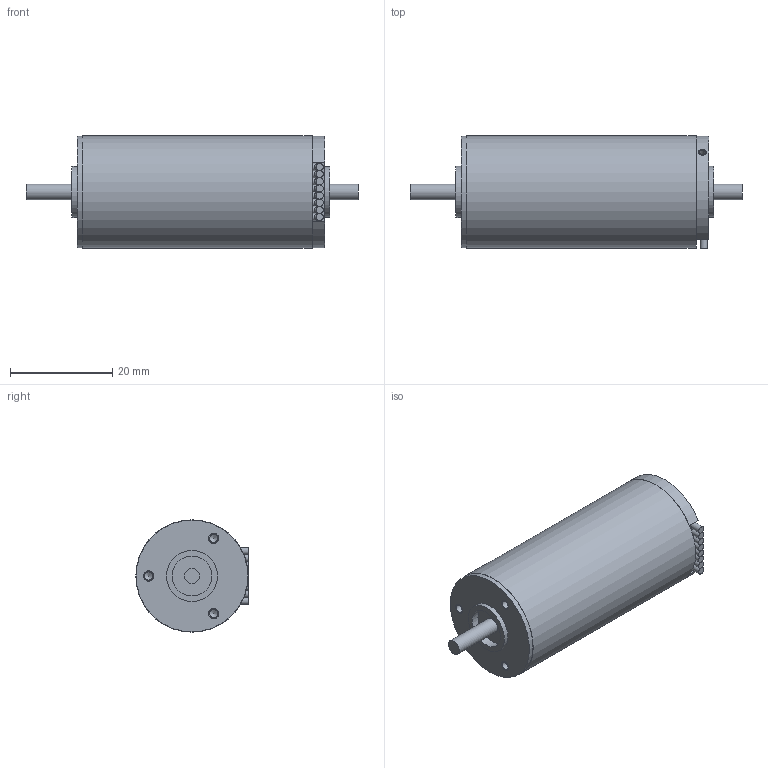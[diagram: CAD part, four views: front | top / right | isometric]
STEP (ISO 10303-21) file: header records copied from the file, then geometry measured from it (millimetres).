
FILE_DESCRIPTION(/* description */ (''),/* implementation_level */ '2;1');
FILE_NAME(/* name */ 'MaxonECmax22-25W_ipt_1a617eac.STEP',/* time_stamp */ '2021-11-25T11:05:15-03:00',/* author */ ('rYan'),/* organization */ (''),/* preprocessor_version */ 'ST-DEVELOPER v18.1',/* originating_system */ 'Autodesk Inventor 2020',/* authorisation */ '');
FILE_SCHEMA (('AUTOMOTIVE_DESIGN { 1 0 10303 214 3 1 1 }'));
Length unit declared in the file: millimetre
Products named in the file (1): MaxonECmax22-25W
Bounding box: 65 x 22 x 22 mm (x, y, z)
Volume: 18433.8 mm3; surface area: 4854.8 mm2
Topology: 1 solids, 8 shells, 92 faces, 248 edges, 160 vertices
Faces by surface type: cylinder 40, plane 29, bspline 8, sphere 8, cone 7
Full cylindrical faces by diameter (mm): 1.25 x4, 1.4 x16, 1.6 x7, 2 x4, 3 x2, 7.8 x1, 8.2 x1, 10 x2, 21.9 x1, 22 x1
Entity records: 6433 total; most frequent: CARTESIAN_POINT 4111, DIRECTION 510, ORIENTED_EDGE 434, EDGE_CURVE 233, AXIS2_PLACEMENT_3D 227, VERTEX_POINT 160, CIRCLE 142, EDGE_LOOP 116
